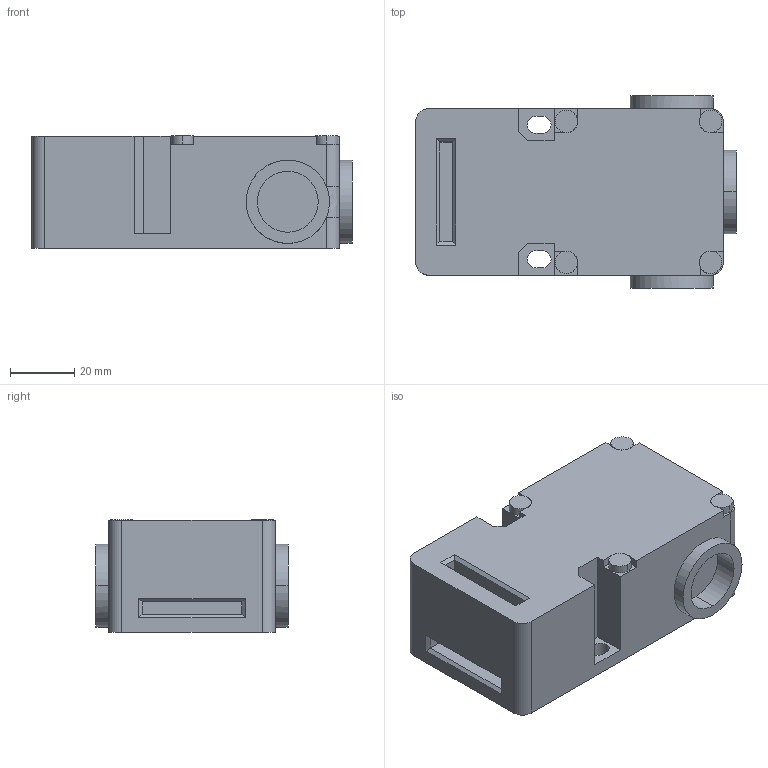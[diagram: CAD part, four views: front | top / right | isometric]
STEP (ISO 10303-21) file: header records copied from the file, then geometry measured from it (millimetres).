
FILE_DESCRIPTION (( 'STEP AP203' ), '1' );
FILE_NAME ('OUTSIDE-HS2B-##NB.STEP', '2014-04-18T10:11:43', ( 'IDEC' ), ( '' ), 'SwSTEP 2.0', 'SolidWorks 2012', '' );
FILE_SCHEMA (( 'CONFIG_CONTROL_DESIGN' ));
Length unit declared in the file: millimetre
Products named in the file (2): OUTSIDE-HS2B; OUTSIDE-HS2B-##NB
Assembly tree (1 placements, depth 2):
  OUTSIDE-HS2B-##NB
    OUTSIDE-HS2B
Bounding box: 100 x 60 x 35.1 mm (x, y, z)
Volume: 161187.4 mm3; surface area: 27160.3 mm2
Topology: 1 solids, 1 shells, 106 faces, 282 edges, 184 vertices
Faces by surface type: plane 64, cylinder 40, bspline 2
Entity records: 3650 total; most frequent: CARTESIAN_POINT 740, DIRECTION 580, ORIENTED_EDGE 564, EDGE_CURVE 282, AXIS2_PLACEMENT_3D 196, LINE 188, VECTOR 188, VERTEX_POINT 184
